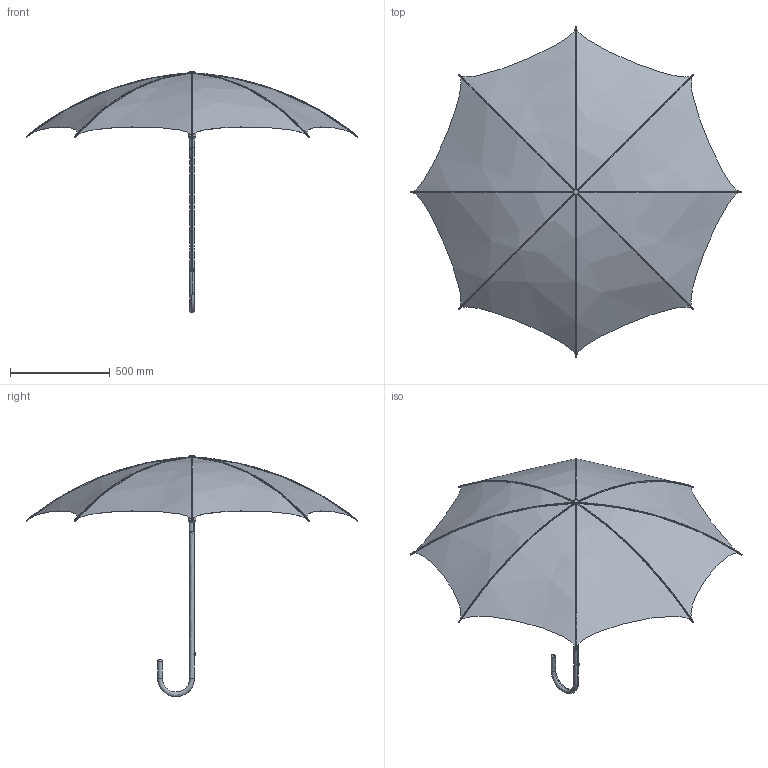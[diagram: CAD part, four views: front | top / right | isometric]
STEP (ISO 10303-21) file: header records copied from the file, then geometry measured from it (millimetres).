
FILE_DESCRIPTION(('CATIA V5 STEP Exchange'),'2;1');
FILE_NAME('umbrella.stp','2013-09-01T12:03:50+00:00',('none'),('none'),'CATIA Version 5 Release 19 SP 2 (IN-10)','CATIA V5 STEP AP203','none');
FILE_SCHEMA(('CONFIG_CONTROL_DESIGN'));
Length unit declared in the file: millimetre
Products named in the file (1): umbrella
Bounding box: 1665.38 x 1665.38 x 1211.97 mm (x, y, z)
Volume: 760334.1 mm3; surface area: 2302977.1 mm2
Topology: 3 solids, 5 shells, 231 faces, 548 edges, 309 vertices
Faces by surface type: bspline 188, plane 23, cylinder 10, torus 4, cone 4, revolution 2
Entity records: 17360 total; most frequent: CARTESIAN_POINT 13757, ORIENTED_EDGE 1060, EDGE_CURVE 546, B_SPLINE_CURVE_WITH_KNOTS 411, VERTEX_POINT 309, EDGE_LOOP 232, ADVANCED_FACE 231, FACE_OUTER_BOUND 231
